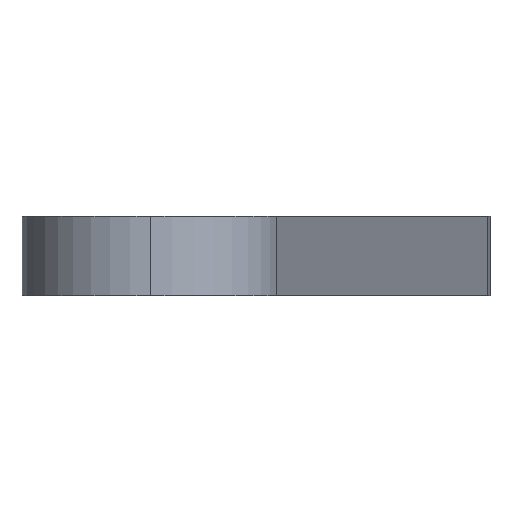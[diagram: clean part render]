
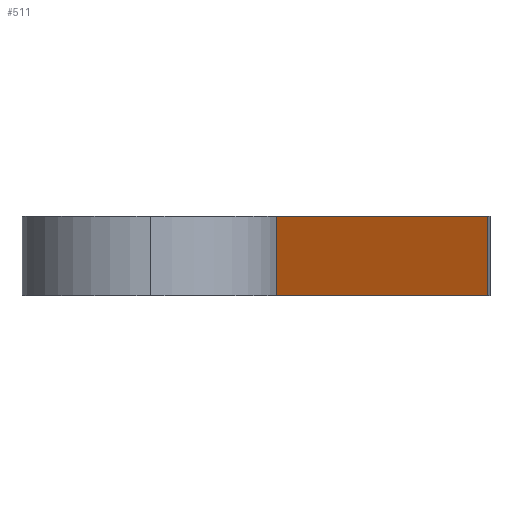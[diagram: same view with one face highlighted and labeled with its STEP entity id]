
A CAD part, left-side view. The second image highlights one B-rep face of the part: STEP entity #511.
In plain terms, the highlighted planar face has unit normal (-0.218, -0.976, 0).
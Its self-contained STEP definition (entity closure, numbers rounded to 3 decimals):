
#24 = VECTOR ( 'NONE', #358, 1000. ) ;
#39 = EDGE_CURVE ( 'NONE', #88, #308, #465, .T. ) ;
#43 = ORIENTED_EDGE ( 'NONE', *, *, #231, .T. ) ;
#48 = VECTOR ( 'NONE', #422, 1000. ) ;
#53 = CARTESIAN_POINT ( 'NONE',  ( 139.423, -51.065, 6. ) ) ;
#67 = LINE ( 'NONE', #105, #379 ) ;
#77 = DIRECTION ( 'NONE',  ( 0.976, -0.218, 0. ) ) ;
#88 = VERTEX_POINT ( 'NONE', #318 ) ;
#105 = CARTESIAN_POINT ( 'NONE',  ( -3.814, -19.079, -6. ) ) ;
#116 = EDGE_CURVE ( 'NONE', #88, #272, #250, .T. ) ;
#133 = CARTESIAN_POINT ( 'NONE',  ( -3.814, -19.079, 6. ) ) ;
#143 = AXIS2_PLACEMENT_3D ( 'NONE', #275, #189, #77 ) ;
#144 = FACE_OUTER_BOUND ( 'NONE', #409, .T. ) ;
#149 = PLANE ( 'NONE',  #143 ) ;
#173 = DIRECTION ( 'NONE',  ( 0., 0., 1. ) ) ;
#175 = CARTESIAN_POINT ( 'NONE',  ( 139.423, -51.065, 6. ) ) ;
#187 = VERTEX_POINT ( 'NONE', #133 ) ;
#189 = DIRECTION ( 'NONE',  ( -0.218, -0.976, 0. ) ) ;
#201 = CARTESIAN_POINT ( 'NONE',  ( 139.423, -51.065, -6. ) ) ;
#231 = EDGE_CURVE ( 'NONE', #272, #187, #419, .T. ) ;
#250 = LINE ( 'NONE', #291, #332 ) ;
#252 = ORIENTED_EDGE ( 'NONE', *, *, #116, .T. ) ;
#272 = VERTEX_POINT ( 'NONE', #53 ) ;
#275 = CARTESIAN_POINT ( 'NONE',  ( 139.423, -51.065, -6. ) ) ;
#291 = CARTESIAN_POINT ( 'NONE',  ( 139.423, -51.065, -6. ) ) ;
#308 = VERTEX_POINT ( 'NONE', #383 ) ;
#318 = CARTESIAN_POINT ( 'NONE',  ( 139.423, -51.065, -6. ) ) ;
#328 = ORIENTED_EDGE ( 'NONE', *, *, #39, .F. ) ;
#332 = VECTOR ( 'NONE', #173, 1000. ) ;
#358 = DIRECTION ( 'NONE',  ( -0.976, 0.218, 0. ) ) ;
#365 = ORIENTED_EDGE ( 'NONE', *, *, #463, .F. ) ;
#379 = VECTOR ( 'NONE', #473, 1000. ) ;
#383 = CARTESIAN_POINT ( 'NONE',  ( -3.814, -19.079, -6. ) ) ;
#409 = EDGE_LOOP ( 'NONE', ( #365, #328, #252, #43 ) ) ;
#419 = LINE ( 'NONE', #175, #48 ) ;
#422 = DIRECTION ( 'NONE',  ( -0.976, 0.218, 0. ) ) ;
#463 = EDGE_CURVE ( 'NONE', #308, #187, #67, .T. ) ;
#465 = LINE ( 'NONE', #201, #24 ) ;
#473 = DIRECTION ( 'NONE',  ( 0., 0., 1. ) ) ;
#511 = ADVANCED_FACE ( 'NONE', ( #144 ), #149, .T. ) ;
